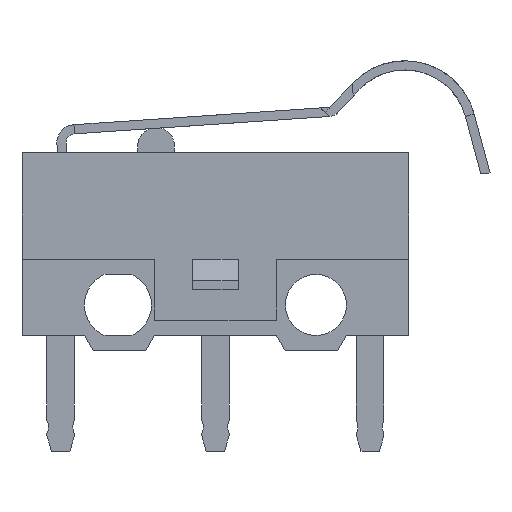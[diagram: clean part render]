
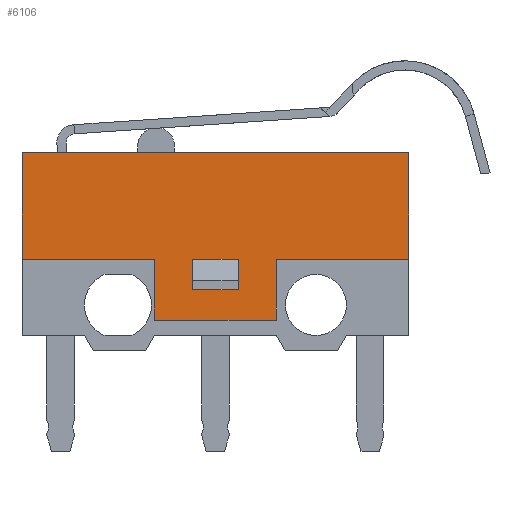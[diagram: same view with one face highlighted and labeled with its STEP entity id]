
A CAD part, front view. The second image highlights one B-rep face of the part: STEP entity #6106.
In plain terms, the highlighted planar face has unit normal (0, -1, 0).
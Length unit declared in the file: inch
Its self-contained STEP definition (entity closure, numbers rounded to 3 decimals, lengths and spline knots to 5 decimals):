
#3214=CARTESIAN_POINT('',(0.07874,-0.1122,0.0));
#3215=VERTEX_POINT('',#3214);
#3216=CARTESIAN_POINT('',(0.07874,-0.1122,-0.07874));
#3217=VERTEX_POINT('',#3216);
#3218=CARTESIAN_POINT('',(0.07874,-0.1122,0.0));
#3219=DIRECTION('',(0.0,0.0,-1.0));
#3220=VECTOR('',#3219,0.07874);
#3221=LINE('',#3218,#3220);
#3222=EDGE_CURVE('',#3215,#3217,#3221,.T.);
#3254=CARTESIAN_POINT('',(0.02953,-0.1122,-0.0248));
#3255=VERTEX_POINT('',#3254);
#3256=CARTESIAN_POINT('',(0.02953,-0.1122,-0.03937));
#3257=VERTEX_POINT('',#3256);
#3258=CARTESIAN_POINT('',(0.02953,-0.1122,-0.0248));
#3259=DIRECTION('',(0.0,0.0,-1.0));
#3260=VECTOR('',#3259,0.01457);
#3261=LINE('',#3258,#3260);
#3262=EDGE_CURVE('',#3255,#3257,#3261,.T.);
#3294=CARTESIAN_POINT('',(-0.07874,-0.1122,-0.07874));
#3295=VERTEX_POINT('',#3294);
#3296=CARTESIAN_POINT('',(-0.07874,-0.1122,-0.07874));
#3297=DIRECTION('',(1.0,0.0,0.0));
#3298=VECTOR('',#3297,0.15748);
#3299=LINE('',#3296,#3298);
#3300=EDGE_CURVE('',#3295,#3217,#3299,.T.);
#3325=CARTESIAN_POINT('',(-0.07874,-0.1122,0.0));
#3326=VERTEX_POINT('',#3325);
#3327=CARTESIAN_POINT('',(-0.07874,-0.1122,0.0));
#3328=DIRECTION('',(0.0,0.0,-1.0));
#3329=VECTOR('',#3328,0.07874);
#3330=LINE('',#3327,#3329);
#3331=EDGE_CURVE('',#3326,#3295,#3330,.T.);
#3396=CARTESIAN_POINT('',(-0.25,-0.1122,0.0));
#3397=VERTEX_POINT('',#3396);
#3398=CARTESIAN_POINT('',(-0.25,-0.1122,0.0));
#3399=DIRECTION('',(1.0,0.0,0.0));
#3400=VECTOR('',#3399,0.17126);
#3401=LINE('',#3398,#3400);
#3402=EDGE_CURVE('',#3397,#3326,#3401,.T.);
#3427=CARTESIAN_POINT('',(0.25,-0.1122,0.0));
#3428=VERTEX_POINT('',#3427);
#3429=CARTESIAN_POINT('',(0.07874,-0.1122,0.0));
#3430=DIRECTION('',(1.0,0.0,0.0));
#3431=VECTOR('',#3430,0.17126);
#3432=LINE('',#3429,#3431);
#3433=EDGE_CURVE('',#3215,#3428,#3432,.T.);
#3733=CARTESIAN_POINT('',(-0.02953,-0.1122,-0.03937));
#3734=VERTEX_POINT('',#3733);
#3735=CARTESIAN_POINT('',(-0.02953,-0.1122,-0.0248));
#3736=VERTEX_POINT('',#3735);
#3737=CARTESIAN_POINT('',(-0.02953,-0.1122,-0.03937));
#3738=DIRECTION('',(0.0,0.0,1.0));
#3739=VECTOR('',#3738,0.01457);
#3740=LINE('',#3737,#3739);
#3741=EDGE_CURVE('',#3734,#3736,#3740,.T.);
#3773=CARTESIAN_POINT('',(0.02953,-0.1122,-0.03937));
#3774=DIRECTION('',(-1.0,0.0,0.0));
#3775=VECTOR('',#3774,0.05906);
#3776=LINE('',#3773,#3775);
#3777=EDGE_CURVE('',#3257,#3734,#3776,.T.);
#4559=CARTESIAN_POINT('',(0.02953,-0.1122,0.0));
#4560=VERTEX_POINT('',#4559);
#4561=CARTESIAN_POINT('',(0.02953,-0.1122,0.0));
#4562=DIRECTION('',(0.0,0.0,-1.0));
#4563=VECTOR('',#4562,0.0248);
#4564=LINE('',#4561,#4563);
#4565=EDGE_CURVE('',#4560,#3255,#4564,.T.);
#4606=CARTESIAN_POINT('',(-0.02953,-0.1122,0.0));
#4607=VERTEX_POINT('',#4606);
#4614=CARTESIAN_POINT('',(-0.02953,-0.1122,-0.0248));
#4615=DIRECTION('',(0.0,0.0,1.0));
#4616=VECTOR('',#4615,0.0248);
#4617=LINE('',#4614,#4616);
#4618=EDGE_CURVE('',#3736,#4607,#4617,.T.);
#4769=CARTESIAN_POINT('',(-0.02953,-0.1122,0.0));
#4770=DIRECTION('',(1.0,0.0,0.0));
#4771=VECTOR('',#4770,0.05906);
#4772=LINE('',#4769,#4771);
#4773=EDGE_CURVE('',#4607,#4560,#4772,.T.);
#5984=CARTESIAN_POINT('',(-0.25,-0.1122,0.1378));
#5985=VERTEX_POINT('',#5984);
#6005=CARTESIAN_POINT('',(-0.25,-0.1122,0.0));
#6006=DIRECTION('',(0.0,0.0,1.0));
#6007=VECTOR('',#6006,0.1378);
#6008=LINE('',#6005,#6007);
#6009=EDGE_CURVE('',#3397,#5985,#6008,.T.);
#6055=CARTESIAN_POINT('',(0.25,-0.1122,0.1378));
#6056=VERTEX_POINT('',#6055);
#6063=CARTESIAN_POINT('',(0.25,-0.1122,0.0));
#6064=DIRECTION('',(0.0,0.0,1.0));
#6065=VECTOR('',#6064,0.1378);
#6066=LINE('',#6063,#6065);
#6067=EDGE_CURVE('',#3428,#6056,#6066,.T.);
#6078=CARTESIAN_POINT('',(-0.275,-0.1122,0.14862));
#6079=DIRECTION('',(0.0,-1.0,0.0));
#6080=DIRECTION('',(0.0,0.0,-1.0));
#6081=AXIS2_PLACEMENT_3D('',#6078,#6079,#6080);
#6082=PLANE('',#6081);
#6083=CARTESIAN_POINT('',(0.25,-0.1122,0.1378));
#6084=DIRECTION('',(-1.0,0.0,0.0));
#6085=VECTOR('',#6084,0.5);
#6086=LINE('',#6083,#6085);
#6087=EDGE_CURVE('',#6056,#5985,#6086,.T.);
#6088=ORIENTED_EDGE('',*,*,#6087,.T.);
#6089=ORIENTED_EDGE('',*,*,#6009,.F.);
#6090=ORIENTED_EDGE('',*,*,#3402,.T.);
#6091=ORIENTED_EDGE('',*,*,#3331,.T.);
#6092=ORIENTED_EDGE('',*,*,#3300,.T.);
#6093=ORIENTED_EDGE('',*,*,#3222,.F.);
#6094=ORIENTED_EDGE('',*,*,#3433,.T.);
#6095=ORIENTED_EDGE('',*,*,#6067,.T.);
#6096=EDGE_LOOP('',(#6088,#6089,#6090,#6091,#6092,#6093,#6094,#6095));
#6097=FACE_OUTER_BOUND('',#6096,.T.);
#6098=ORIENTED_EDGE('',*,*,#3741,.T.);
#6099=ORIENTED_EDGE('',*,*,#4618,.T.);
#6100=ORIENTED_EDGE('',*,*,#4773,.T.);
#6101=ORIENTED_EDGE('',*,*,#4565,.T.);
#6102=ORIENTED_EDGE('',*,*,#3262,.T.);
#6103=ORIENTED_EDGE('',*,*,#3777,.T.);
#6104=EDGE_LOOP('',(#6098,#6099,#6100,#6101,#6102,#6103));
#6105=FACE_BOUND('',#6104,.T.);
#6106=ADVANCED_FACE('',(#6097,#6105),#6082,.T.);
